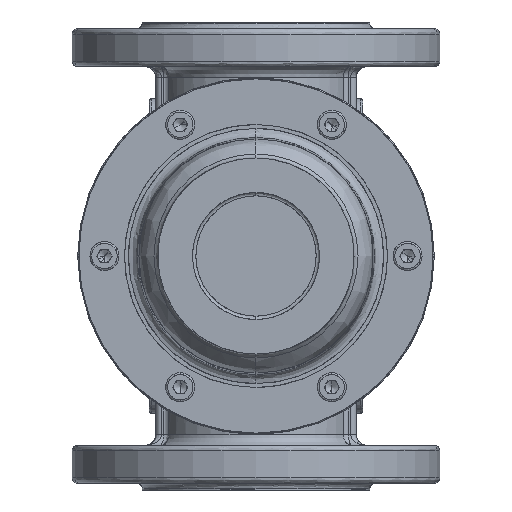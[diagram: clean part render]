
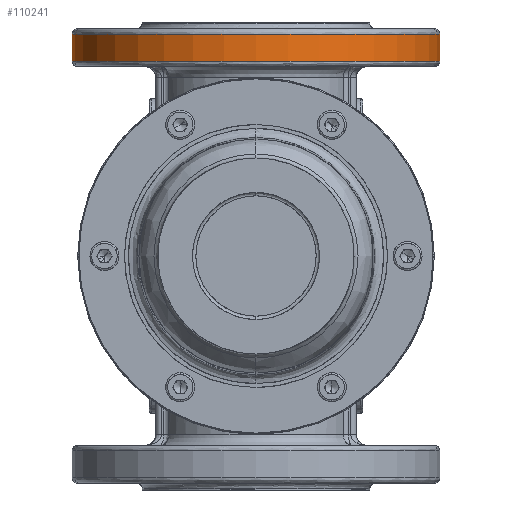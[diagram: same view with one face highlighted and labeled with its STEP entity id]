
A CAD part, front view. The second image highlights one B-rep face of the part: STEP entity #110241.
In plain terms, the highlighted cylindrical face has radius 82.5 mm (diameter 165 mm), a partial arc.
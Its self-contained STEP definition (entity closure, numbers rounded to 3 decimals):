
#1375 = CARTESIAN_POINT ( 'NONE',  ( -82.5, 0., 99.5 ) ) ;
#1484 = DIRECTION ( 'NONE',  ( 0., 0., 1. ) ) ;
#1934 = EDGE_CURVE ( 'NONE', #63639, #36880, #115083, .T. ) ;
#4197 = LINE ( 'NONE', #65442, #52324 ) ;
#4918 = CARTESIAN_POINT ( 'NONE',  ( 82.5, 0., 87.5 ) ) ;
#5739 = CYLINDRICAL_SURFACE ( 'NONE', #92479, 82.5 ) ;
#9335 = CARTESIAN_POINT ( 'NONE',  ( -82.5, 0., 87.5 ) ) ;
#17902 = DIRECTION ( 'NONE',  ( 0., 0., -1. ) ) ;
#19731 = EDGE_CURVE ( 'NONE', #110607, #54076, #4197, .T. ) ;
#36880 = VERTEX_POINT ( 'NONE', #70969 ) ;
#39188 = DIRECTION ( 'NONE',  ( 0., 0., -1. ) ) ;
#39685 = DIRECTION ( 'NONE',  ( 1., 0., 0. ) ) ;
#40550 = ORIENTED_EDGE ( 'NONE', *, *, #1934, .T. ) ;
#44441 = ORIENTED_EDGE ( 'NONE', *, *, #19731, .T. ) ;
#46923 = CARTESIAN_POINT ( 'NONE',  ( 82.5, 0., 108. ) ) ;
#47331 = CIRCLE ( 'NONE', #57761, 82.5 ) ;
#52324 = VECTOR ( 'NONE', #17902, 1000. ) ;
#54076 = VERTEX_POINT ( 'NONE', #9335 ) ;
#56655 = DIRECTION ( 'NONE',  ( 0., 0., 1. ) ) ;
#57761 = AXIS2_PLACEMENT_3D ( 'NONE', #96757, #39188, #106380 ) ;
#59096 = CARTESIAN_POINT ( 'NONE',  ( 0., 0., 87.5 ) ) ;
#63639 = VERTEX_POINT ( 'NONE', #4918 ) ;
#65442 = CARTESIAN_POINT ( 'NONE',  ( -82.5, 0., 108. ) ) ;
#66078 = VECTOR ( 'NONE', #56655, 1000. ) ;
#68682 = DIRECTION ( 'NONE',  ( 1., 0., 0. ) ) ;
#69650 = EDGE_CURVE ( 'NONE', #36880, #110607, #47331, .T. ) ;
#70969 = CARTESIAN_POINT ( 'NONE',  ( 82.5, 0., 99.5 ) ) ;
#73138 = AXIS2_PLACEMENT_3D ( 'NONE', #59096, #1484, #68682 ) ;
#82395 = CIRCLE ( 'NONE', #73138, 82.5 ) ;
#85432 = FACE_OUTER_BOUND ( 'NONE', #106555, .T. ) ;
#89272 = ORIENTED_EDGE ( 'NONE', *, *, #69650, .T. ) ;
#92479 = AXIS2_PLACEMENT_3D ( 'NONE', #116497, #97251, #39685 ) ;
#96757 = CARTESIAN_POINT ( 'NONE',  ( 0., 0., 99.5 ) ) ;
#97251 = DIRECTION ( 'NONE',  ( 0., 0., 1. ) ) ;
#106174 = ORIENTED_EDGE ( 'NONE', *, *, #110238, .T. ) ;
#106380 = DIRECTION ( 'NONE',  ( 1., 0., 0. ) ) ;
#106555 = EDGE_LOOP ( 'NONE', ( #40550, #89272, #44441, #106174 ) ) ;
#110238 = EDGE_CURVE ( 'NONE', #54076, #63639, #82395, .T. ) ;
#110241 = ADVANCED_FACE ( 'NONE', ( #85432 ), #5739, .T. ) ;
#110607 = VERTEX_POINT ( 'NONE', #1375 ) ;
#115083 = LINE ( 'NONE', #46923, #66078 ) ;
#116497 = CARTESIAN_POINT ( 'NONE',  ( 0., 0., 108. ) ) ;
